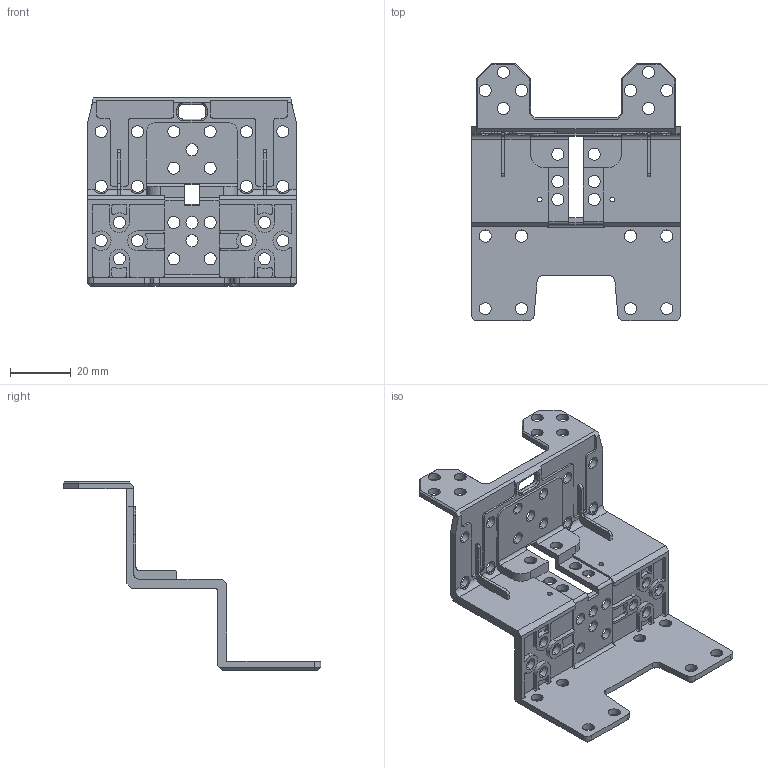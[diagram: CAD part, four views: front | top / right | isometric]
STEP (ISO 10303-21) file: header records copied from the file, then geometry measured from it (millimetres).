
FILE_DESCRIPTION (( 'STEP AP203' ), '1' );
FILE_NAME ('Darwin-mini_frm_body_v2_Default_sldprt.STEP', '2021-01-18T18:43:16', ( '' ), ( '' ), 'SwSTEP 2.0', 'SolidWorks 2020', '' );
FILE_SCHEMA (( 'CONFIG_CONTROL_DESIGN' ));
Length unit declared in the file: millimetre
Products named in the file (1): Darwin-mini_frm_body_v2_Default_sldprt
Bounding box: 69 x 85 x 62.2 mm (x, y, z)
Volume: 17302.8 mm3; surface area: 20300.9 mm2
Topology: 1 solids, 1 shells, 536 faces, 1499 edges, 982 vertices
Faces by surface type: cylinder 277, plane 233, cone 16, bspline 10
Entity records: 18117 total; most frequent: CARTESIAN_POINT 3595, DIRECTION 3092, ORIENTED_EDGE 2998, EDGE_CURVE 1499, AXIS2_PLACEMENT_3D 1097, VERTEX_POINT 982, VECTOR 898, LINE 898
